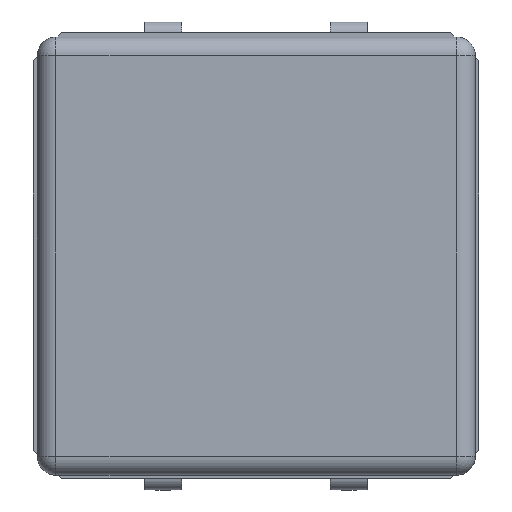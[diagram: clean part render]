
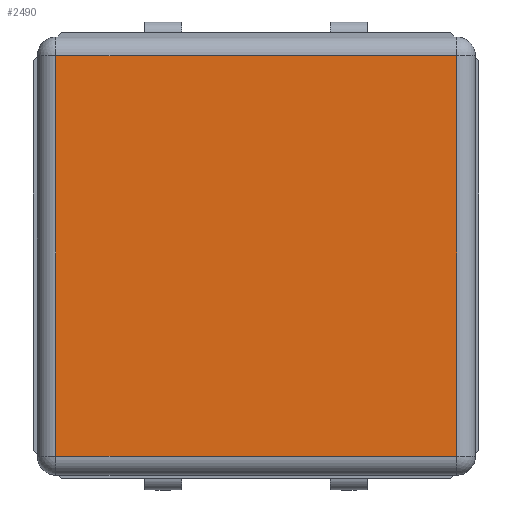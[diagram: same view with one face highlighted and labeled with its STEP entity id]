
A CAD part, top view. The second image highlights one B-rep face of the part: STEP entity #2490.
In plain terms, the highlighted planar face has unit normal (0, 0, 1).
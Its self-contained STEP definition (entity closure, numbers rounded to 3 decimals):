
#162=PLANE('',#2802);
#295=FACE_OUTER_BOUND('',#457,.T.);
#457=EDGE_LOOP('',(#1987,#1988,#1989,#1990));
#666=LINE('',#3918,#922);
#668=LINE('',#3926,#924);
#670=LINE('',#3934,#926);
#672=LINE('',#3941,#928);
#922=VECTOR('',#3183,10.);
#924=VECTOR('',#3191,10.);
#926=VECTOR('',#3199,10.);
#928=VECTOR('',#3207,10.);
#1239=VERTEX_POINT('',#3911);
#1242=VERTEX_POINT('',#3916);
#1243=VERTEX_POINT('',#3920);
#1246=VERTEX_POINT('',#3928);
#1504=EDGE_CURVE('',#1242,#1239,#666,.T.);
#1508=EDGE_CURVE('',#1239,#1243,#668,.T.);
#1512=EDGE_CURVE('',#1243,#1246,#670,.T.);
#1516=EDGE_CURVE('',#1246,#1242,#672,.T.);
#1987=ORIENTED_EDGE('',*,*,#1504,.F.);
#1988=ORIENTED_EDGE('',*,*,#1516,.F.);
#1989=ORIENTED_EDGE('',*,*,#1512,.F.);
#1990=ORIENTED_EDGE('',*,*,#1508,.F.);
#2490=ADVANCED_FACE('',(#295),#162,.T.);
#2802=AXIS2_PLACEMENT_3D('',#3968,#3243,#3244);
#3183=DIRECTION('',(-1.,0.,0.));
#3191=DIRECTION('',(0.,1.,0.));
#3199=DIRECTION('',(1.,0.,0.));
#3207=DIRECTION('',(0.,-1.,0.));
#3243=DIRECTION('center_axis',(0.,0.,1.));
#3244=DIRECTION('ref_axis',(1.,0.,0.));
#3911=CARTESIAN_POINT('',(0.5,-11.3,3.9));
#3916=CARTESIAN_POINT('',(11.3,-11.3,3.9));
#3918=CARTESIAN_POINT('',(2.95,-11.3,3.9));
#3920=CARTESIAN_POINT('',(0.5,-0.5,3.9));
#3926=CARTESIAN_POINT('',(0.5,-2.95,3.9));
#3928=CARTESIAN_POINT('',(11.3,-0.5,3.9));
#3934=CARTESIAN_POINT('',(8.85,-0.5,3.9));
#3941=CARTESIAN_POINT('',(11.3,-8.85,3.9));
#3968=CARTESIAN_POINT('Origin',(5.9,-5.9,3.9));
